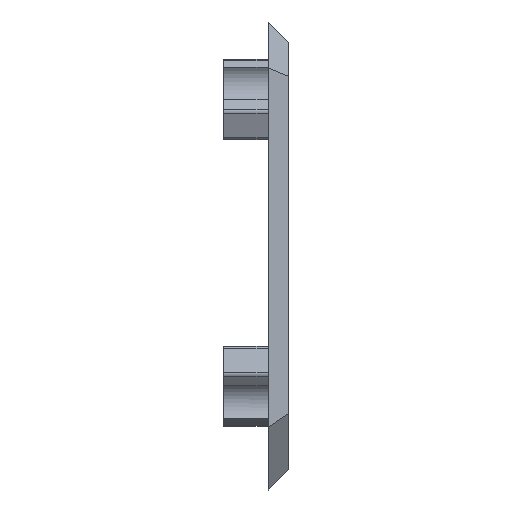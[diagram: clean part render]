
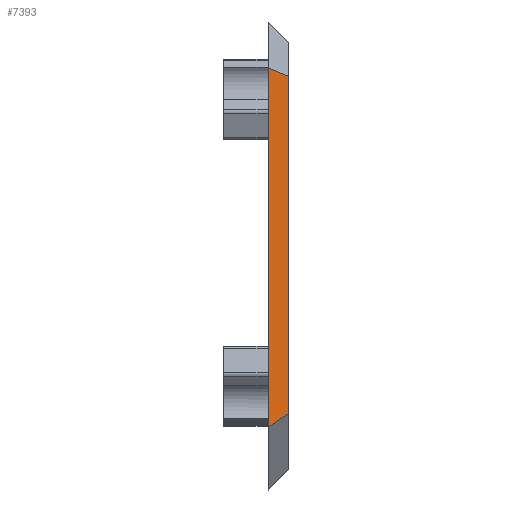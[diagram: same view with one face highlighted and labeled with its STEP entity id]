
A CAD part, front view. The second image highlights one B-rep face of the part: STEP entity #7393.
In plain terms, the highlighted face is planar.
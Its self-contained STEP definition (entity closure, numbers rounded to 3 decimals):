
#515=FACE_OUTER_BOUND('',#965,.T.);
#965=EDGE_LOOP('',(#5816,#5817,#5818,#5819));
#1293=LINE('',#10465,#2161);
#1426=LINE('',#10755,#2294);
#1569=LINE('',#11207,#2437);
#1735=LINE('',#11688,#2603);
#2161=VECTOR('',#8396,10.);
#2294=VECTOR('',#8557,10.);
#2437=VECTOR('',#8872,10.);
#2603=VECTOR('',#9434,10.);
#3011=VERTEX_POINT('',#10462);
#3012=VERTEX_POINT('',#10464);
#3154=VERTEX_POINT('',#10752);
#3155=VERTEX_POINT('',#10754);
#3716=EDGE_CURVE('',#3012,#3011,#1293,.T.);
#3861=EDGE_CURVE('',#3154,#3155,#1426,.T.);
#4088=EDGE_CURVE('',#3154,#3012,#1569,.T.);
#4326=EDGE_CURVE('',#3155,#3011,#1735,.T.);
#5816=ORIENTED_EDGE('',*,*,#3861,.F.);
#5817=ORIENTED_EDGE('',*,*,#4088,.T.);
#5818=ORIENTED_EDGE('',*,*,#3716,.T.);
#5819=ORIENTED_EDGE('',*,*,#4326,.F.);
#6991=PLANE('',#8015);
#7393=ADVANCED_FACE('',(#515),#6991,.T.);
#8015=AXIS2_PLACEMENT_3D('',#11687,#9432,#9433);
#8396=DIRECTION('',(1.,0.,0.));
#8557=DIRECTION('',(1.,0.,0.));
#8872=DIRECTION('',(0.43,0.639,-0.639));
#9432=DIRECTION('center_axis',(0.,-0.707,-0.707));
#9433=DIRECTION('ref_axis',(-1.,0.,0.));
#9434=DIRECTION('',(-0.281,0.679,-0.679));
#10462=CARTESIAN_POINT('',(135.446,-48.1,0.));
#10464=CARTESIAN_POINT('',(101.854,-48.1,0.));
#10465=CARTESIAN_POINT('',(116.735,-48.1,0.));
#10752=CARTESIAN_POINT('',(100.509,-50.1,2.));
#10754=CARTESIAN_POINT('',(136.275,-50.1,2.));
#10755=CARTESIAN_POINT('',(117.36,-50.1,2.));
#11207=CARTESIAN_POINT('',(103.511,-45.638,-2.463));
#11687=CARTESIAN_POINT('Origin',(116.735,-49.1,1.));
#11688=CARTESIAN_POINT('',(136.275,-50.1,2.));
